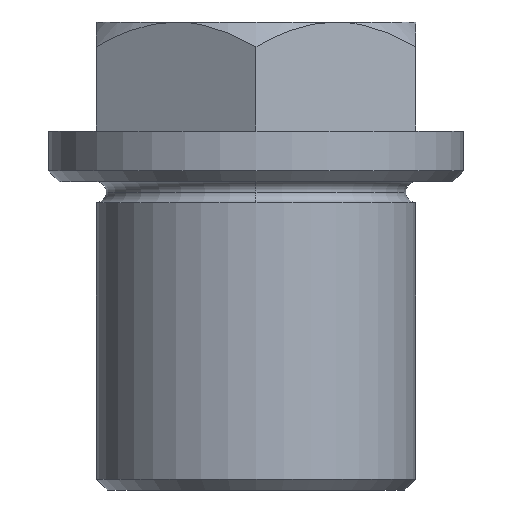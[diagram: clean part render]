
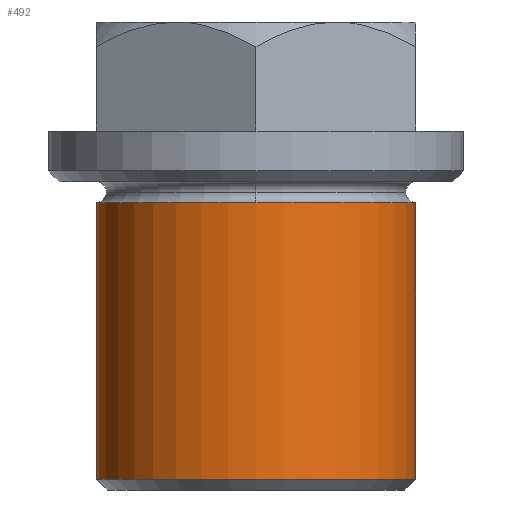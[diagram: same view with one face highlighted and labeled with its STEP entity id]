
A CAD part, left-side view. The second image highlights one B-rep face of the part: STEP entity #492.
In plain terms, the highlighted cylindrical face has radius 15 mm (diameter 30 mm), a partial arc.
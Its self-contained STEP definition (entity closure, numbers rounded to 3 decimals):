
#218=EDGE_CURVE('',#366,#448,#582,.T.);
#260=EDGE_CURVE('',#376,#500,#629,.T.);
#276=EDGE_CURVE('',#500,#408,#647,.T.);
#282=EDGE_CURVE('',#366,#376,#654,.T.);
#366=VERTEX_POINT('',#743);
#376=VERTEX_POINT('',#755);
#384=EDGE_CURVE('',#448,#408,#764,.T.);
#408=VERTEX_POINT('',#791);
#448=VERTEX_POINT('',#835);
#492=ADVANCED_FACE('',(#885),#886,.T.);
#500=VERTEX_POINT('',#894);
#582=CIRCLE('',#978,15.0);
#629=CIRCLE('',#1044,15.0);
#647=LINE('',#1068,#1069);
#654=LINE('',#1078,#1079);
#743=CARTESIAN_POINT('',(0.,-15.0,-2.0));
#755=CARTESIAN_POINT('',(0.,-15.0,-28.0));
#764=CIRCLE('',#1261,15.0);
#791=CARTESIAN_POINT('',(0.,15.0,-2.0));
#835=CARTESIAN_POINT('',(-15.0,0.,-2.0));
#885=FACE_OUTER_BOUND('',#1479,.T.);
#886=CYLINDRICAL_SURFACE('',#1480,15.0);
#894=CARTESIAN_POINT('',(0.,15.0,-28.0));
#978=AXIS2_PLACEMENT_3D('',#1600,#1601,#1602);
#1044=AXIS2_PLACEMENT_3D('',#1660,#1661,#1662);
#1068=CARTESIAN_POINT('',(0.0,15.0,-15.0));
#1069=VECTOR('',#1684,1.0);
#1078=CARTESIAN_POINT('',(0.,-15.0,-15.0));
#1079=VECTOR('',#1695,1.0);
#1261=AXIS2_PLACEMENT_3D('',#1799,#1800,#1801);
#1479=EDGE_LOOP('',(#1957,#1958,#1959,#1960,#1961));
#1480=AXIS2_PLACEMENT_3D('',#1962,#1963,#1964);
#1600=CARTESIAN_POINT('',(0.,0.,-2.0));
#1601=DIRECTION('',(0.,0.,-1.0));
#1602=DIRECTION('',(0.,-1.0,0.0));
#1660=CARTESIAN_POINT('',(0.,0.,-28.0));
#1661=DIRECTION('',(0.,0.,-1.0));
#1662=DIRECTION('',(0.,-1.0,0.0));
#1684=DIRECTION('',(0.,0.,1.0));
#1695=DIRECTION('',(0.,0.,-1.0));
#1799=CARTESIAN_POINT('',(0.,0.,-2.0));
#1800=DIRECTION('',(0.,0.,-1.0));
#1801=DIRECTION('',(0.,-1.0,0.0));
#1957=ORIENTED_EDGE('',*,*,#282,.F.);
#1958=ORIENTED_EDGE('',*,*,#218,.T.);
#1959=ORIENTED_EDGE('',*,*,#384,.T.);
#1960=ORIENTED_EDGE('',*,*,#276,.F.);
#1961=ORIENTED_EDGE('',*,*,#260,.F.);
#1962=CARTESIAN_POINT('',(0.,0.,-15.0));
#1963=DIRECTION('',(0.,0.,1.0));
#1964=DIRECTION('',(0.,-1.0,0.0));
